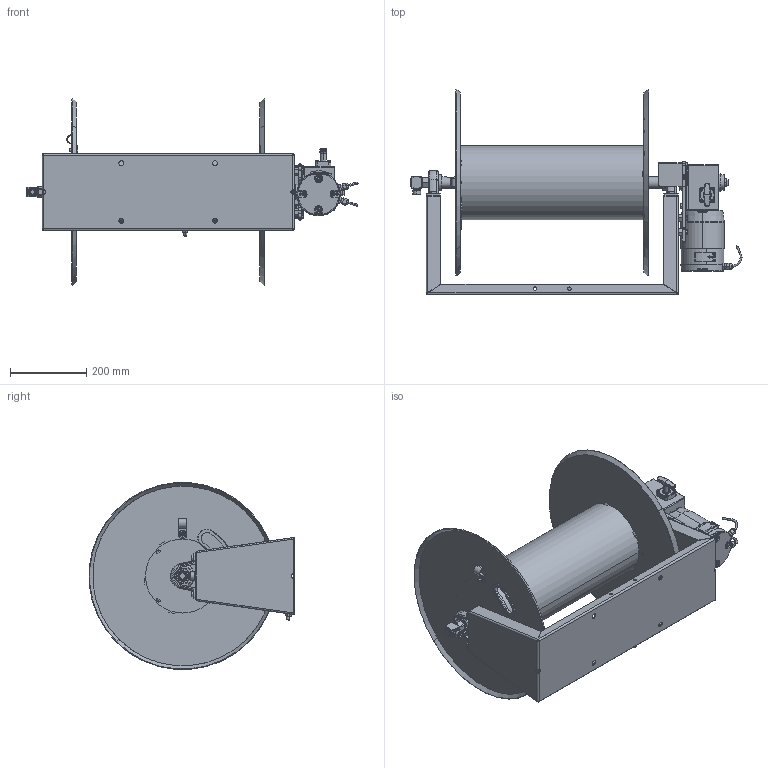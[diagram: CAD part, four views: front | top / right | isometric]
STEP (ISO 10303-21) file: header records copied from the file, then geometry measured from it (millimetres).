
FILE_DESCRIPTION((''),'2;1');
FILE_NAME('312_200_E_ASM','2020-07-23T',('CAD-01'),('CDM'),'PRO/ENGINEER BY PARAMETRIC TECHNOLOGY CORPORATION, 2015030','PRO/ENGINEER BY PARAMETRIC TECHNOLOGY CORPORATION, 2015030','');
FILE_SCHEMA(('CONFIG_CONTROL_DESIGN'));
Products named in the file (1): 312_200_E_ASM
Bounding box: 868.37 x 537.37 x 488.14 mm (x, y, z)
Surface area: 1992467.6 mm2 (no closed solid volume)
Topology: 0 solids, 159 shells, 1033 faces, 3916 edges, 2938 vertices
Faces by surface type: plane 465, cylinder 215, cone 178, torus 84, bspline 73, sphere 18
Entity records: 60451 total; most frequent: CARTESIAN_POINT 22371, DIRECTION 6188, ORIENTED_EDGE 5607, EDGE_CURVE 3902, VERTEX_POINT 2939, AXIS2_PLACEMENT_3D 2335, VECTOR 1518, LINE 1518
